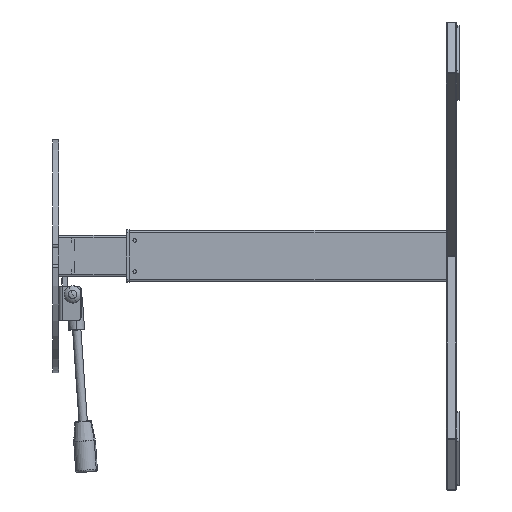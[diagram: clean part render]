
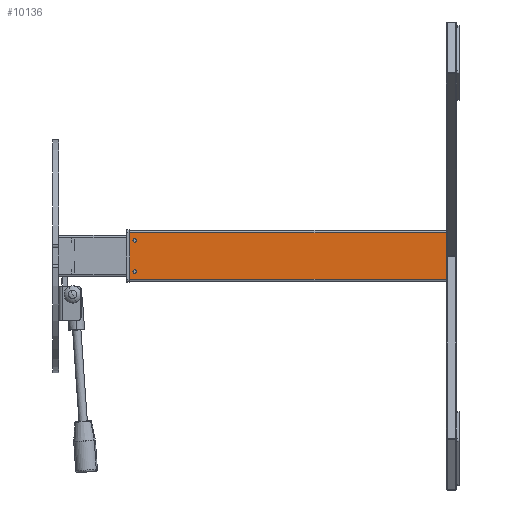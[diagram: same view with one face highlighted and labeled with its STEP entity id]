
A CAD part, left-side view. The second image highlights one B-rep face of the part: STEP entity #10136.
In plain terms, the highlighted planar face has unit normal (-1, 0, 0).
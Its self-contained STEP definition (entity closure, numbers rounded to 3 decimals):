
#276 = CIRCLE ( 'NONE', #6953, 1.7 ) ;
#389 = FACE_OUTER_BOUND ( 'NONE', #8292, .T. ) ;
#621 = EDGE_CURVE ( 'NONE', #8359, #3373, #7437, .T. ) ;
#691 = VERTEX_POINT ( 'NONE', #1694 ) ;
#704 = EDGE_CURVE ( 'NONE', #3696, #691, #3597, .T. ) ;
#928 = CARTESIAN_POINT ( 'NONE',  ( -25., 0., -22.25 ) ) ;
#1188 = CARTESIAN_POINT ( 'NONE',  ( -25., 0., -22.25 ) ) ;
#1251 = DIRECTION ( 'NONE',  ( 0., -1., 0. ) ) ;
#1318 = FACE_BOUND ( 'NONE', #8869, .T. ) ;
#1334 = DIRECTION ( 'NONE',  ( -1., 0., 0. ) ) ;
#1576 = AXIS2_PLACEMENT_3D ( 'NONE', #3876, #1334, #10549 ) ;
#1602 = DIRECTION ( 'NONE',  ( 0., 0., 1. ) ) ;
#1694 = CARTESIAN_POINT ( 'NONE',  ( -25., 300., -13.3 ) ) ;
#2111 = EDGE_CURVE ( 'NONE', #10356, #8359, #6505, .T. ) ;
#2626 = CARTESIAN_POINT ( 'NONE',  ( -25., 300., -15. ) ) ;
#2721 = DIRECTION ( 'NONE',  ( -1., 0., 0. ) ) ;
#2999 = CARTESIAN_POINT ( 'NONE',  ( -25., 305., -22.25 ) ) ;
#3030 = CIRCLE ( 'NONE', #7048, 1.7 ) ;
#3209 = CARTESIAN_POINT ( 'NONE',  ( -25., 305., 22.25 ) ) ;
#3373 = VERTEX_POINT ( 'NONE', #5439 ) ;
#3597 = CIRCLE ( 'NONE', #4527, 1.7 ) ;
#3696 = VERTEX_POINT ( 'NONE', #6826 ) ;
#3875 = EDGE_CURVE ( 'NONE', #691, #3696, #6341, .T. ) ;
#3876 = CARTESIAN_POINT ( 'NONE',  ( -25., 300., -15. ) ) ;
#4051 = DIRECTION ( 'NONE',  ( 0., 0., 1. ) ) ;
#4108 = CARTESIAN_POINT ( 'NONE',  ( -25., 300., 16.7 ) ) ;
#4205 = DIRECTION ( 'NONE',  ( 0., 0., 1. ) ) ;
#4316 = CARTESIAN_POINT ( 'NONE',  ( -25., 305., -22.25 ) ) ;
#4527 = AXIS2_PLACEMENT_3D ( 'NONE', #2626, #10935, #10163 ) ;
#4917 = VECTOR ( 'NONE', #4051, 1000. ) ;
#4988 = CARTESIAN_POINT ( 'NONE',  ( -25., 305., -22.25 ) ) ;
#5156 = VERTEX_POINT ( 'NONE', #4108 ) ;
#5200 = EDGE_CURVE ( 'NONE', #8829, #5156, #3030, .T. ) ;
#5412 = ORIENTED_EDGE ( 'NONE', *, *, #704, .F. ) ;
#5439 = CARTESIAN_POINT ( 'NONE',  ( -25., 0., 22.25 ) ) ;
#6029 = ORIENTED_EDGE ( 'NONE', *, *, #8661, .F. ) ;
#6041 = DIRECTION ( 'NONE',  ( 0., 0., 1. ) ) ;
#6105 = CARTESIAN_POINT ( 'NONE',  ( -25., 300., 13.3 ) ) ;
#6197 = LINE ( 'NONE', #3209, #9337 ) ;
#6341 = CIRCLE ( 'NONE', #1576, 1.7 ) ;
#6405 = VECTOR ( 'NONE', #4205, 1000. ) ;
#6446 = EDGE_CURVE ( 'NONE', #6801, #3373, #6197, .T. ) ;
#6497 = DIRECTION ( 'NONE',  ( 0., 0., -1. ) ) ;
#6505 = LINE ( 'NONE', #2999, #8440 ) ;
#6684 = CARTESIAN_POINT ( 'NONE',  ( -25., 300., 15. ) ) ;
#6801 = VERTEX_POINT ( 'NONE', #10421 ) ;
#6826 = CARTESIAN_POINT ( 'NONE',  ( -25., 300., -16.7 ) ) ;
#6953 = AXIS2_PLACEMENT_3D ( 'NONE', #6684, #10735, #1602 ) ;
#7048 = AXIS2_PLACEMENT_3D ( 'NONE', #9958, #2721, #6041 ) ;
#7286 = ORIENTED_EDGE ( 'NONE', *, *, #2111, .T. ) ;
#7437 = LINE ( 'NONE', #928, #4917 ) ;
#7691 = ORIENTED_EDGE ( 'NONE', *, *, #9595, .F. ) ;
#8095 = CARTESIAN_POINT ( 'NONE',  ( -25., 305., -22.25 ) ) ;
#8196 = DIRECTION ( 'NONE',  ( 0., -1., 0. ) ) ;
#8204 = DIRECTION ( 'NONE',  ( 1., 0., 0. ) ) ;
#8292 = EDGE_LOOP ( 'NONE', ( #8722, #10369, #6029, #7286 ) ) ;
#8320 = FACE_BOUND ( 'NONE', #8773, .T. ) ;
#8359 = VERTEX_POINT ( 'NONE', #1188 ) ;
#8440 = VECTOR ( 'NONE', #1251, 1000. ) ;
#8661 = EDGE_CURVE ( 'NONE', #10356, #6801, #9928, .T. ) ;
#8722 = ORIENTED_EDGE ( 'NONE', *, *, #621, .T. ) ;
#8773 = EDGE_LOOP ( 'NONE', ( #8822, #5412 ) ) ;
#8822 = ORIENTED_EDGE ( 'NONE', *, *, #3875, .F. ) ;
#8829 = VERTEX_POINT ( 'NONE', #6105 ) ;
#8869 = EDGE_LOOP ( 'NONE', ( #7691, #9245 ) ) ;
#9245 = ORIENTED_EDGE ( 'NONE', *, *, #5200, .F. ) ;
#9337 = VECTOR ( 'NONE', #8196, 1000. ) ;
#9595 = EDGE_CURVE ( 'NONE', #5156, #8829, #276, .T. ) ;
#9684 = AXIS2_PLACEMENT_3D ( 'NONE', #8095, #8204, #6497 ) ;
#9875 = PLANE ( 'NONE',  #9684 ) ;
#9928 = LINE ( 'NONE', #4988, #6405 ) ;
#9958 = CARTESIAN_POINT ( 'NONE',  ( -25., 300., 15. ) ) ;
#10136 = ADVANCED_FACE ( 'NONE', ( #8320, #1318, #389 ), #9875, .F. ) ;
#10163 = DIRECTION ( 'NONE',  ( 0., 0., 1. ) ) ;
#10356 = VERTEX_POINT ( 'NONE', #4316 ) ;
#10369 = ORIENTED_EDGE ( 'NONE', *, *, #6446, .F. ) ;
#10421 = CARTESIAN_POINT ( 'NONE',  ( -25., 305., 22.25 ) ) ;
#10549 = DIRECTION ( 'NONE',  ( 0., 0., 1. ) ) ;
#10735 = DIRECTION ( 'NONE',  ( -1., 0., 0. ) ) ;
#10935 = DIRECTION ( 'NONE',  ( -1., 0., 0. ) ) ;
